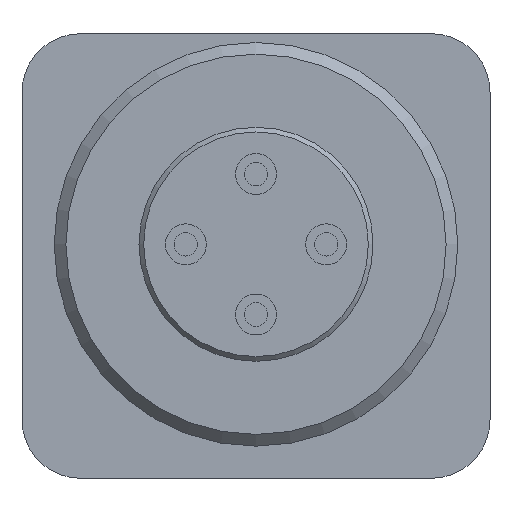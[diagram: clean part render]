
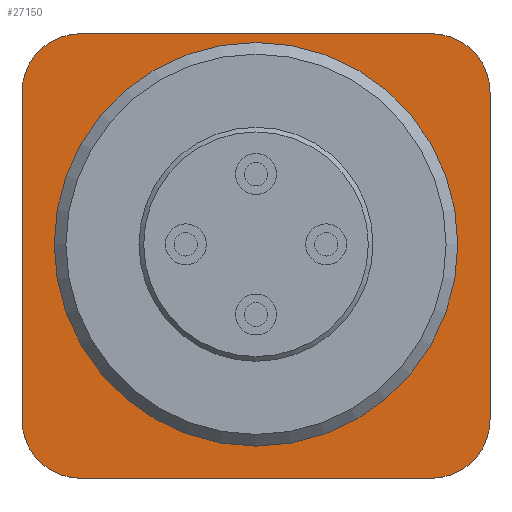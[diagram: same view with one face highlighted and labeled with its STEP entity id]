
A CAD part, front view. The second image highlights one B-rep face of the part: STEP entity #27150.
In plain terms, the highlighted planar face has unit normal (0, -1, 0).
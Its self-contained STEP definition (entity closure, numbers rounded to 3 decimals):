
#1263=FACE_BOUND('',#3963,.T.);
#1264=FACE_BOUND('',#3964,.T.);
#1265=FACE_BOUND('',#3965,.T.);
#1266=FACE_BOUND('',#3966,.T.);
#1267=FACE_BOUND('',#3967,.T.);
#1268=FACE_BOUND('',#3968,.T.);
#1269=FACE_BOUND('',#3969,.T.);
#1270=FACE_BOUND('',#3970,.T.);
#1476=PLANE('',#28857);
#2432=FACE_OUTER_BOUND('',#3962,.T.);
#3962=EDGE_LOOP('',(#18644,#18645,#18646,#18647,#18648,#18649,#18650,#18651));
#3963=EDGE_LOOP('',(#18652));
#3964=EDGE_LOOP('',(#18653));
#3965=EDGE_LOOP('',(#18654));
#3966=EDGE_LOOP('',(#18655));
#3967=EDGE_LOOP('',(#18656));
#3968=EDGE_LOOP('',(#18657));
#3969=EDGE_LOOP('',(#18658));
#3970=EDGE_LOOP('',(#18659));
#5704=LINE('',#38773,#8338);
#5707=LINE('',#38779,#8341);
#5708=LINE('',#38783,#8342);
#5709=LINE('',#38787,#8343);
#8338=VECTOR('',#31290,10.);
#8341=VECTOR('',#31295,10.);
#8342=VECTOR('',#31298,10.);
#8343=VECTOR('',#31301,10.);
#10971=CIRCLE('',#28855,5.);
#10972=CIRCLE('',#28858,5.);
#10973=CIRCLE('',#28859,5.);
#10974=CIRCLE('',#28860,5.);
#10975=CIRCLE('',#28861,1.7);
#10976=CIRCLE('',#28862,1.7);
#10977=CIRCLE('',#28863,1.7);
#10978=CIRCLE('',#28864,1.7);
#10979=CIRCLE('',#28865,1.5);
#10980=CIRCLE('',#28866,1.5);
#10981=CIRCLE('',#28867,1.5);
#10982=CIRCLE('',#28868,3.);
#11850=VERTEX_POINT('',#38766);
#11851=VERTEX_POINT('',#38768);
#11852=VERTEX_POINT('',#38772);
#11854=VERTEX_POINT('',#38778);
#11855=VERTEX_POINT('',#38780);
#11856=VERTEX_POINT('',#38782);
#11857=VERTEX_POINT('',#38784);
#11858=VERTEX_POINT('',#38786);
#11859=VERTEX_POINT('',#38789);
#11860=VERTEX_POINT('',#38791);
#11861=VERTEX_POINT('',#38793);
#11862=VERTEX_POINT('',#38795);
#11863=VERTEX_POINT('',#38797);
#11864=VERTEX_POINT('',#38799);
#11865=VERTEX_POINT('',#38801);
#11866=VERTEX_POINT('',#38803);
#14527=EDGE_CURVE('',#11850,#11851,#10971,.T.);
#14529=EDGE_CURVE('',#11852,#11851,#5704,.T.);
#14532=EDGE_CURVE('',#11850,#11854,#5707,.T.);
#14533=EDGE_CURVE('',#11855,#11854,#10972,.T.);
#14534=EDGE_CURVE('',#11855,#11856,#5708,.T.);
#14535=EDGE_CURVE('',#11857,#11856,#10973,.T.);
#14536=EDGE_CURVE('',#11857,#11858,#5709,.T.);
#14537=EDGE_CURVE('',#11852,#11858,#10974,.T.);
#14538=EDGE_CURVE('',#11859,#11859,#10975,.T.);
#14539=EDGE_CURVE('',#11860,#11860,#10976,.T.);
#14540=EDGE_CURVE('',#11861,#11861,#10977,.T.);
#14541=EDGE_CURVE('',#11862,#11862,#10978,.T.);
#14542=EDGE_CURVE('',#11863,#11863,#10979,.T.);
#14543=EDGE_CURVE('',#11864,#11864,#10980,.T.);
#14544=EDGE_CURVE('',#11865,#11865,#10981,.T.);
#14545=EDGE_CURVE('',#11866,#11866,#10982,.T.);
#18644=ORIENTED_EDGE('',*,*,#14527,.F.);
#18645=ORIENTED_EDGE('',*,*,#14532,.T.);
#18646=ORIENTED_EDGE('',*,*,#14533,.F.);
#18647=ORIENTED_EDGE('',*,*,#14534,.T.);
#18648=ORIENTED_EDGE('',*,*,#14535,.F.);
#18649=ORIENTED_EDGE('',*,*,#14536,.T.);
#18650=ORIENTED_EDGE('',*,*,#14537,.F.);
#18651=ORIENTED_EDGE('',*,*,#14529,.T.);
#18652=ORIENTED_EDGE('',*,*,#14538,.F.);
#18653=ORIENTED_EDGE('',*,*,#14539,.F.);
#18654=ORIENTED_EDGE('',*,*,#14540,.F.);
#18655=ORIENTED_EDGE('',*,*,#14541,.F.);
#18656=ORIENTED_EDGE('',*,*,#14542,.F.);
#18657=ORIENTED_EDGE('',*,*,#14543,.F.);
#18658=ORIENTED_EDGE('',*,*,#14544,.F.);
#18659=ORIENTED_EDGE('',*,*,#14545,.F.);
#27150=ADVANCED_FACE('',(#2432,#1263,#1264,#1265,#1266,#1267,#1268,#1269,
#1270),#1476,.F.);
#28855=AXIS2_PLACEMENT_3D('',#38769,#31285,#31286);
#28857=AXIS2_PLACEMENT_3D('',#38777,#31293,#31294);
#28858=AXIS2_PLACEMENT_3D('',#38781,#31296,#31297);
#28859=AXIS2_PLACEMENT_3D('',#38785,#31299,#31300);
#28860=AXIS2_PLACEMENT_3D('',#38788,#31302,#31303);
#28861=AXIS2_PLACEMENT_3D('',#38790,#31304,#31305);
#28862=AXIS2_PLACEMENT_3D('',#38792,#31306,#31307);
#28863=AXIS2_PLACEMENT_3D('',#38794,#31308,#31309);
#28864=AXIS2_PLACEMENT_3D('',#38796,#31310,#31311);
#28865=AXIS2_PLACEMENT_3D('',#38798,#31312,#31313);
#28866=AXIS2_PLACEMENT_3D('',#38800,#31314,#31315);
#28867=AXIS2_PLACEMENT_3D('',#38802,#31316,#31317);
#28868=AXIS2_PLACEMENT_3D('',#38804,#31318,#31319);
#31285=DIRECTION('center_axis',(0.,1.,0.));
#31286=DIRECTION('ref_axis',(0.707,0.,-0.707));
#31290=DIRECTION('',(1.,0.,0.));
#31293=DIRECTION('center_axis',(0.,1.,0.));
#31294=DIRECTION('ref_axis',(1.,0.,0.));
#31295=DIRECTION('',(0.,0.,1.));
#31296=DIRECTION('center_axis',(0.,1.,0.));
#31297=DIRECTION('ref_axis',(0.707,0.,0.707));
#31298=DIRECTION('',(-1.,0.,0.));
#31299=DIRECTION('center_axis',(0.,1.,0.));
#31300=DIRECTION('ref_axis',(-0.707,0.,0.707));
#31301=DIRECTION('',(0.,0.,-1.));
#31302=DIRECTION('center_axis',(0.,1.,0.));
#31303=DIRECTION('ref_axis',(-0.707,0.,-0.707));
#31304=DIRECTION('center_axis',(0.,-1.,0.));
#31305=DIRECTION('ref_axis',(1.,0.,0.));
#31306=DIRECTION('center_axis',(0.,-1.,0.));
#31307=DIRECTION('ref_axis',(1.,0.,0.));
#31308=DIRECTION('center_axis',(0.,-1.,0.));
#31309=DIRECTION('ref_axis',(1.,0.,0.));
#31310=DIRECTION('center_axis',(0.,-1.,0.));
#31311=DIRECTION('ref_axis',(1.,0.,0.));
#31312=DIRECTION('center_axis',(0.,-1.,0.));
#31313=DIRECTION('ref_axis',(1.,0.,0.));
#31314=DIRECTION('center_axis',(0.,-1.,0.));
#31315=DIRECTION('ref_axis',(1.,0.,0.));
#31316=DIRECTION('center_axis',(0.,-1.,0.));
#31317=DIRECTION('ref_axis',(1.,0.,0.));
#31318=DIRECTION('center_axis',(0.,-1.,0.));
#31319=DIRECTION('ref_axis',(1.,0.,0.));
#38766=CARTESIAN_POINT('',(40.,0.,5.));
#38768=CARTESIAN_POINT('',(35.,0.,0.));
#38769=CARTESIAN_POINT('Origin',(35.,0.,5.));
#38772=CARTESIAN_POINT('',(5.,0.,0.));
#38773=CARTESIAN_POINT('',(0.,0.,0.));
#38777=CARTESIAN_POINT('Origin',(20.,0.,19.));
#38778=CARTESIAN_POINT('',(40.,0.,33.));
#38779=CARTESIAN_POINT('',(40.,0.,0.));
#38780=CARTESIAN_POINT('',(35.,0.,38.));
#38781=CARTESIAN_POINT('Origin',(35.,0.,33.));
#38782=CARTESIAN_POINT('',(5.,0.,38.));
#38783=CARTESIAN_POINT('',(40.,0.,38.));
#38784=CARTESIAN_POINT('',(0.,0.,33.));
#38785=CARTESIAN_POINT('Origin',(5.,0.,33.));
#38786=CARTESIAN_POINT('',(0.,0.,5.));
#38787=CARTESIAN_POINT('',(0.,0.,38.));
#38788=CARTESIAN_POINT('Origin',(5.,0.,5.));
#38789=CARTESIAN_POINT('',(11.582,0.,13.282));
#38790=CARTESIAN_POINT('Origin',(13.282,0.,13.282));
#38791=CARTESIAN_POINT('',(25.018,0.,26.718));
#38792=CARTESIAN_POINT('Origin',(26.718,0.,26.718));
#38793=CARTESIAN_POINT('',(11.582,0.,26.718));
#38794=CARTESIAN_POINT('Origin',(13.282,0.,26.718));
#38795=CARTESIAN_POINT('',(25.018,0.,13.282));
#38796=CARTESIAN_POINT('Origin',(26.718,0.,13.282));
#38797=CARTESIAN_POINT('',(8.876,0.,20.));
#38798=CARTESIAN_POINT('Origin',(10.376,0.,20.));
#38799=CARTESIAN_POINT('',(28.124,0.,20.));
#38800=CARTESIAN_POINT('Origin',(29.624,0.,20.));
#38801=CARTESIAN_POINT('',(18.5,0.,30.45));
#38802=CARTESIAN_POINT('Origin',(20.,0.,30.45));
#38803=CARTESIAN_POINT('',(17.,0.,20.));
#38804=CARTESIAN_POINT('Origin',(20.,0.,20.));
